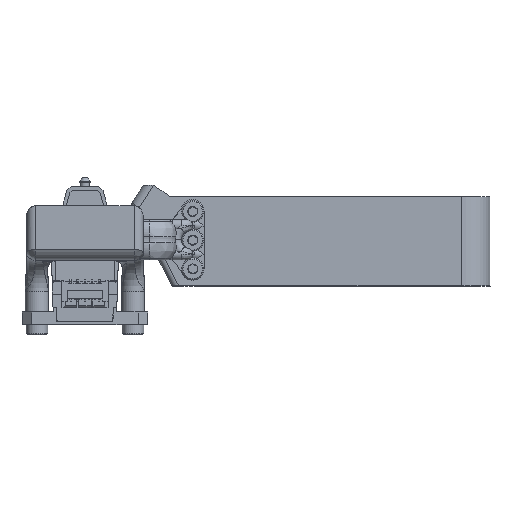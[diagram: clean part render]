
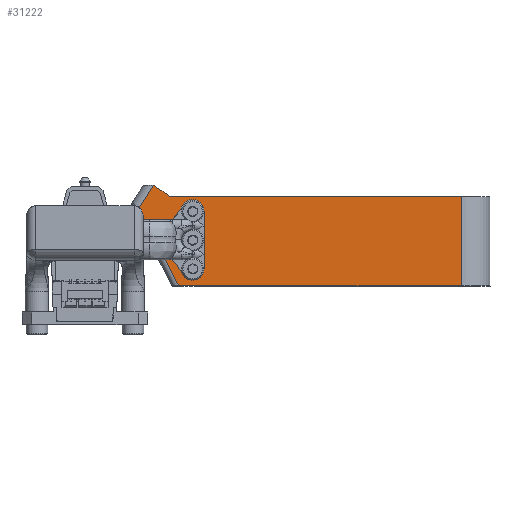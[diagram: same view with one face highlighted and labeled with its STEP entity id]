
A CAD part, top view. The second image highlights one B-rep face of the part: STEP entity #31222.
In plain terms, the highlighted face is planar.
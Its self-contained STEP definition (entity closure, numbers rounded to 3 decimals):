
#735=FACE_BOUND('',#3969,.T.);
#736=FACE_BOUND('',#3970,.T.);
#737=FACE_BOUND('',#3971,.T.);
#873=PLANE('',#33336);
#2092=FACE_OUTER_BOUND('',#3968,.T.);
#3968=EDGE_LOOP('',(#21944,#21945,#21946,#21947,#21948,#21949,#21950));
#3969=EDGE_LOOP('',(#21951));
#3970=EDGE_LOOP('',(#21952));
#3971=EDGE_LOOP('',(#21953));
#5868=LINE('',#45689,#9173);
#5922=LINE('',#46156,#9227);
#5943=LINE('',#46224,#9248);
#5964=LINE('',#46372,#9269);
#5967=LINE('',#46380,#9272);
#5985=LINE('',#46418,#9290);
#6051=LINE('',#46610,#9356);
#9173=VECTOR('',#36314,10.);
#9227=VECTOR('',#36464,10.);
#9248=VECTOR('',#36525,10.);
#9269=VECTOR('',#36588,10.);
#9272=VECTOR('',#36597,10.);
#9290=VECTOR('',#36639,10.);
#9356=VECTOR('',#36871,10.);
#12390=CIRCLE('',#33084,0.9);
#12395=CIRCLE('',#33090,0.9);
#12397=CIRCLE('',#33093,0.9);
#13524=VERTEX_POINT('',#45410);
#13532=VERTEX_POINT('',#45428);
#13534=VERTEX_POINT('',#45434);
#13627=VERTEX_POINT('',#45686);
#13628=VERTEX_POINT('',#45688);
#13710=VERTEX_POINT('',#46153);
#13711=VERTEX_POINT('',#46155);
#13738=VERTEX_POINT('',#46223);
#13761=VERTEX_POINT('',#46371);
#13763=VERTEX_POINT('',#46379);
#16459=EDGE_CURVE('',#13524,#13524,#12390,.T.);
#16468=EDGE_CURVE('',#13532,#13532,#12395,.T.);
#16471=EDGE_CURVE('',#13534,#13534,#12397,.T.);
#16588=EDGE_CURVE('',#13627,#13628,#5868,.T.);
#16690=EDGE_CURVE('',#13711,#13710,#5922,.T.);
#16726=EDGE_CURVE('',#13711,#13738,#5943,.T.);
#16762=EDGE_CURVE('',#13738,#13761,#5964,.T.);
#16766=EDGE_CURVE('',#13761,#13763,#5967,.T.);
#16787=EDGE_CURVE('',#13627,#13763,#5985,.T.);
#16881=EDGE_CURVE('',#13628,#13710,#6051,.T.);
#21944=ORIENTED_EDGE('',*,*,#16726,.F.);
#21945=ORIENTED_EDGE('',*,*,#16690,.T.);
#21946=ORIENTED_EDGE('',*,*,#16881,.F.);
#21947=ORIENTED_EDGE('',*,*,#16588,.F.);
#21948=ORIENTED_EDGE('',*,*,#16787,.T.);
#21949=ORIENTED_EDGE('',*,*,#16766,.F.);
#21950=ORIENTED_EDGE('',*,*,#16762,.F.);
#21951=ORIENTED_EDGE('',*,*,#16459,.T.);
#21952=ORIENTED_EDGE('',*,*,#16468,.T.);
#21953=ORIENTED_EDGE('',*,*,#16471,.T.);
#31222=ADVANCED_FACE('',(#2092,#735,#736,#737),#873,.T.);
#33084=AXIS2_PLACEMENT_3D('',#45411,#36094,#36095);
#33090=AXIS2_PLACEMENT_3D('',#45429,#36110,#36111);
#33093=AXIS2_PLACEMENT_3D('',#45435,#36117,#36118);
#33336=AXIS2_PLACEMENT_3D('',#46609,#36869,#36870);
#36094=DIRECTION('center_axis',(0.,0.,
1.));
#36095=DIRECTION('ref_axis',(1.,0.,0.));
#36110=DIRECTION('center_axis',(0.,0.,
1.));
#36111=DIRECTION('ref_axis',(1.,0.,0.));
#36117=DIRECTION('center_axis',(0.,0.,
1.));
#36118=DIRECTION('ref_axis',(1.,0.,0.));
#36314=DIRECTION('',(1.,0.,0.));
#36464=DIRECTION('',(1.,0.,0.));
#36525=DIRECTION('',(-0.458,-0.889,0.));
#36588=DIRECTION('',(0.537,-0.843,0.));
#36597=DIRECTION('',(1.,0.,0.));
#36639=DIRECTION('',(-0.828,-0.56,0.));
#36869=DIRECTION('center_axis',(0.,0.,
-1.));
#36870=DIRECTION('ref_axis',(1.,0.,0.));
#36871=DIRECTION('',(0.,1.,0.));
#45410=CARTESIAN_POINT('',(41.676,-6.007,-74.666));
#45411=CARTESIAN_POINT('Origin',(42.576,-6.007,-74.666));
#45428=CARTESIAN_POINT('',(41.676,-1.007,-74.666));
#45429=CARTESIAN_POINT('Origin',(42.576,-1.007,-74.666));
#45434=CARTESIAN_POINT('',(41.676,-11.007,-74.666));
#45435=CARTESIAN_POINT('Origin',(42.576,-11.007,-74.666));
#45686=CARTESIAN_POINT('',(38.718,-13.517,-74.666));
#45688=CARTESIAN_POINT('',(89.331,-13.517,-74.666));
#45689=CARTESIAN_POINT('',(38.407,-13.517,-74.666));
#46153=CARTESIAN_POINT('',(89.331,1.983,-74.666));
#46155=CARTESIAN_POINT('',(40.12,1.983,-74.666));
#46156=CARTESIAN_POINT('',(49.429,1.983,-74.666));
#46223=CARTESIAN_POINT('',(33.182,-11.481,-74.666));
#46224=CARTESIAN_POINT('',(37.986,-2.157,-74.666));
#46371=CARTESIAN_POINT('',(35.754,-15.517,-74.666));
#46372=CARTESIAN_POINT('',(30.159,-6.737,-74.666));
#46379=CARTESIAN_POINT('',(35.761,-15.517,-74.666));
#46380=CARTESIAN_POINT('',(33.976,-15.517,-74.666));
#46418=CARTESIAN_POINT('',(38.718,-13.517,-74.666));
#46609=CARTESIAN_POINT('Origin',(35.353,3.483,-74.666));
#46610=CARTESIAN_POINT('',(89.331,3.483,-74.666));
